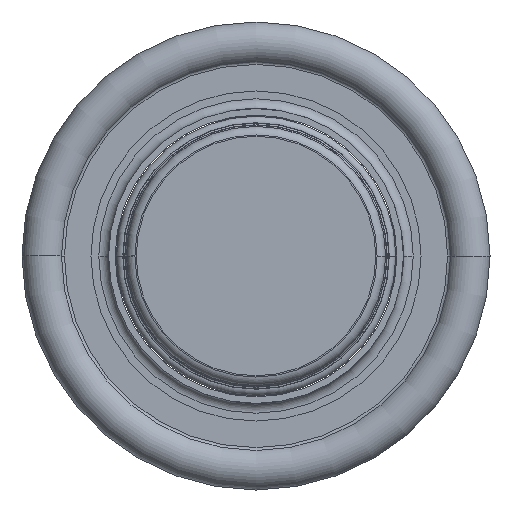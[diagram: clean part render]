
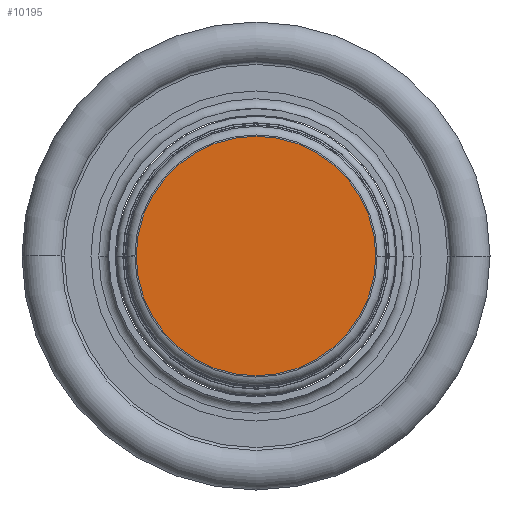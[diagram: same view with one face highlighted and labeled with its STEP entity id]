
A CAD part, front view. The second image highlights one B-rep face of the part: STEP entity #10195.
In plain terms, the highlighted face is planar.
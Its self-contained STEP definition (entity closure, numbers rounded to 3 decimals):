
#9648=CARTESIAN_POINT('',(0.,0.8,0.));
#9649=DIRECTION('',(0.,-1.,0.));
#9650=DIRECTION('',(1.,0.,0.));
#9651=AXIS2_PLACEMENT_3D('',#9648,#9649,#9650);
#9656=CARTESIAN_POINT('',(-18.325,0.8,0.007));
#9657=CARTESIAN_POINT('',(-18.325,0.8,0.005));
#9658=CARTESIAN_POINT('',(-18.325,0.8,0.002));
#9659=CARTESIAN_POINT('',(-18.325,0.8,0.));
#9664=CARTESIAN_POINT('',(0.,0.8,0.));
#9665=DIRECTION('',(0.,-1.,0.));
#9666=DIRECTION('',(-1.,0.,0.));
#9667=AXIS2_PLACEMENT_3D('',#9664,#9665,#9666);
#9672=CARTESIAN_POINT('',(18.325,0.8,-0.007));
#9673=CARTESIAN_POINT('',(18.325,0.8,-0.005));
#9674=CARTESIAN_POINT('',(18.325,0.8,-0.002));
#9675=CARTESIAN_POINT('',(18.325,0.8,0.));
#9766=CARTESIAN_POINT('',(-18.325,0.8,0.));
#9767=VERTEX_POINT('',#9766);
#9768=VERTEX_POINT('',#9656);
#9769=CARTESIAN_POINT('',(18.325,0.8,0.));
#9770=VERTEX_POINT('',#9769);
#9773=VERTEX_POINT('',#9672);
#10184=CARTESIAN_POINT('',(0.,0.8,0.));
#10185=DIRECTION('',(0.,1.,0.));
#10186=DIRECTION('',(1.,0.,0.));
#10187=AXIS2_PLACEMENT_3D('',#10184,#10185,#10186);
#10188=PLANE('',#10187);
#10189=ORIENTED_EDGE('',*,*,#10145,.T.);
#10190=ORIENTED_EDGE('',*,*,#10143,.T.);
#10191=ORIENTED_EDGE('',*,*,#10164,.T.);
#10192=ORIENTED_EDGE('',*,*,#10162,.T.);
#10193=EDGE_LOOP('',(#10189,#10190,#10191,#10192));
#10194=FACE_OUTER_BOUND('',#10193,.F.);
#9652=CIRCLE('',#9651,18.325);
#9660=B_SPLINE_CURVE_WITH_KNOTS('',3,(#9656,#9657,#9658,#9659),.UNSPECIFIED.,
.F.,.F.,(4,4),(0.,1.),.UNSPECIFIED.);
#9668=CIRCLE('',#9667,18.325);
#9676=B_SPLINE_CURVE_WITH_KNOTS('',3,(#9672,#9673,#9674,#9675),.UNSPECIFIED.,
.F.,.F.,(4,4),(0.,1.),.UNSPECIFIED.);
#10143=EDGE_CURVE('',#9768,#9767,#9660,.T.);
#10145=EDGE_CURVE('',#9770,#9768,#9652,.T.);
#10162=EDGE_CURVE('',#9773,#9770,#9676,.T.);
#10164=EDGE_CURVE('',#9767,#9773,#9668,.T.);
#10195=ADVANCED_FACE('',(#10194),#10188,.T.);
